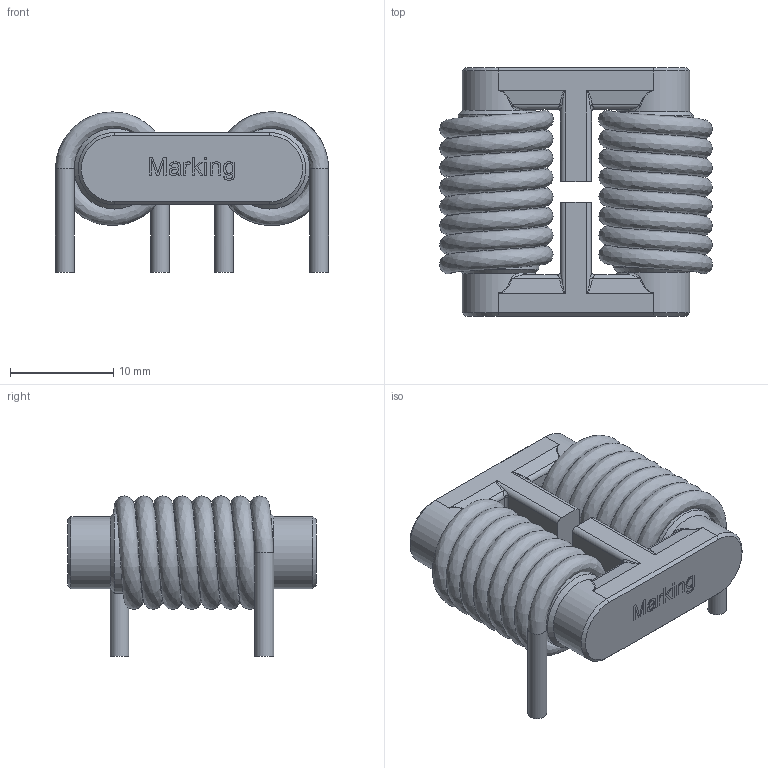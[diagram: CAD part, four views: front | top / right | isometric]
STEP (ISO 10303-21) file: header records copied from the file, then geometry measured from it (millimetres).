
FILE_DESCRIPTION(/* description */ ('Unknown'),/* implementation_level */ '2;1');
FILE_NAME(/* name */ '7448680180',/* time_stamp */ '2017-03-03T11:56:21+01:00',/* author */ ('Unknown'),/* organization */ ('Unknown'),/* preprocessor_version */ 'ST-DEVELOPER v16.7',/* originating_system */ 'DEX',/* authorisation */ $);
FILE_SCHEMA (('AUTOMOTIVE_DESIGN {1 0 10303 214 3 1 1}'));
Length unit declared in the file: millimetre
Products named in the file (7): 7448680180; Core; Marking; Coil-L; Coil-R; Glue-L; Glue-R
Assembly tree (7 placements, depth 2):
  7448680180
    Core  x2
    Marking
    Coil-L
    Coil-R
    Glue-L
    Glue-R
Bounding box: 26.41 x 24.01 x 15.5 mm (x, y, z)
Volume: 4147.2 mm3; surface area: 6102.3 mm2
Topology: 14 solids, 14 shells, 204 faces, 478 edges, 302 vertices
Faces by surface type: plane 102, bspline 50, cylinder 32, torus 12, cone 8
Full cylindrical faces by diameter (mm): 1.81 x4, 7 x6, 7.8 x2
Entity records: 6698 total; most frequent: CARTESIAN_POINT 3348, ORIENTED_EDGE 662, DIRECTION 509, EDGE_CURVE 331, VERTEX_POINT 222, AXIS2_PLACEMENT_3D 204, EDGE_LOOP 185, FACE_BOUND 185
